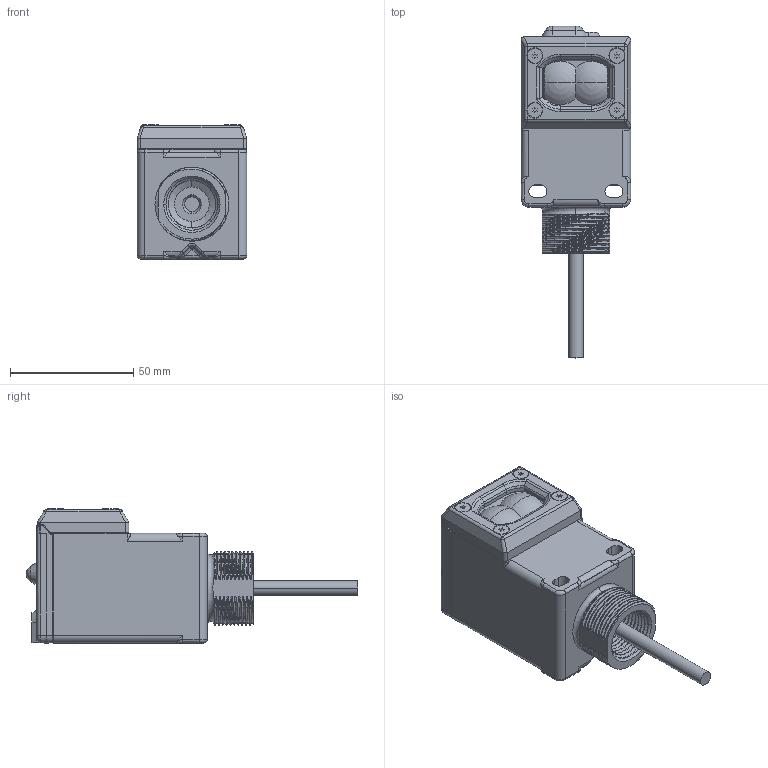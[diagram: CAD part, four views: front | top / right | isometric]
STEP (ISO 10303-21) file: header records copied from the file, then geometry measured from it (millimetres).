
FILE_DESCRIPTION((''),'2;1');
FILE_NAME('156696_SM01_ASM','2022-11-29T14:01:21',('PDMAdmin'),('BANNER ENGINEERING'),'CREO PARAMETRIC BY PTC INC, 2019292','CREO PARAMETRIC BY PTC INC, 2019292','');
FILE_SCHEMA(('CONFIG_CONTROL_DESIGN'));
Products named in the file (3): 156696_EP01; 09459; 156696_SM01_ASM
Assembly tree (2 placements, depth 2):
  156696_SM01_ASM
    156696_EP01
    09459
Bounding box: 44.57 x 134.61 x 54.35 mm (x, y, z)
Volume: 152314.8 mm3; surface area: 29556.1 mm2
Topology: 2 solids, 2 shells, 749 faces, 2007 edges, 1265 vertices
Faces by surface type: plane 303, cylinder 198, bspline 144, cone 58, torus 29, sphere 17
Entity records: 39409 total; most frequent: CARTESIAN_POINT 21828, ORIENTED_EDGE 3990, DIRECTION 3144, EDGE_CURVE 1995, VERTEX_POINT 1265, VECTOR 1092, LINE 1092, AXIS2_PLACEMENT_3D 1026
